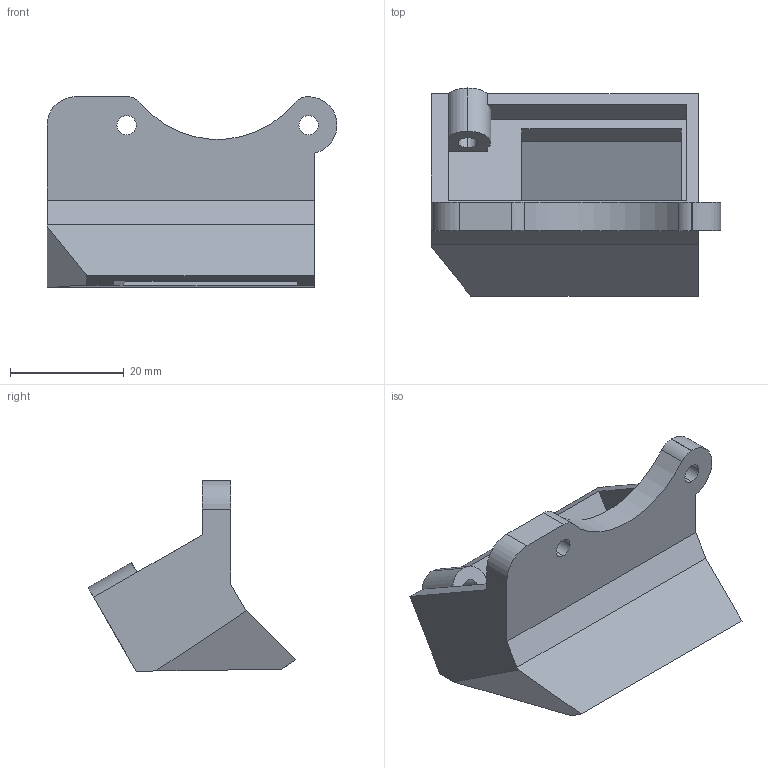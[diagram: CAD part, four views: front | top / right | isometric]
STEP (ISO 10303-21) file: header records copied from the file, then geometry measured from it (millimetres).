
FILE_DESCRIPTION (( 'STEP AP214' ), '1' );
FILE_NAME ('4020 Left Fan Duct.STEP', '2021-11-30T15:03:33', ( '' ), ( '' ), 'SwSTEP 2.0', 'SolidWorks 2021', '' );
FILE_SCHEMA (( 'AUTOMOTIVE_DESIGN' ));
Length unit declared in the file: millimetre
Products named in the file (1): 4020 Left Fan Duct
Bounding box: 51 x 36.58 x 33.5 mm (x, y, z)
Volume: 14495 mm3; surface area: 8211.5 mm2
Topology: 1 solids, 1 shells, 52 faces, 143 edges, 93 vertices
Faces by surface type: plane 31, cylinder 15, cone 6
Entity records: 1698 total; most frequent: CARTESIAN_POINT 289, ORIENTED_EDGE 286, DIRECTION 286, EDGE_CURVE 143, VECTOR 106, LINE 106, VERTEX_POINT 93, AXIS2_PLACEMENT_3D 90
